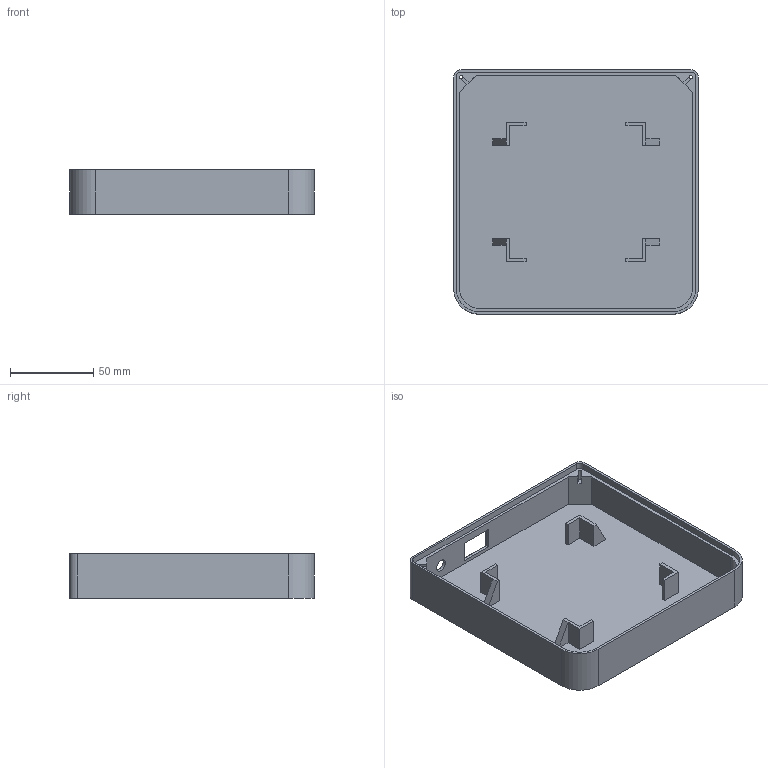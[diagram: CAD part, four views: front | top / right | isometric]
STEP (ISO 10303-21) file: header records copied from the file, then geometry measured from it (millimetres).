
FILE_DESCRIPTION (( 'STEP AP214' ), '1' );
FILE_NAME ('de.STEP', '2025-04-14T08:32:00', ( '' ), ( '' ), 'SwSTEP 2.0', 'SolidWorks 2022', '' );
FILE_SCHEMA (( 'AUTOMOTIVE_DESIGN' ));
Length unit declared in the file: millimetre
Products named in the file (1): de
Bounding box: 147 x 147 x 27 mm (x, y, z)
Volume: 111339.3 mm3; surface area: 74994.3 mm2
Topology: 1 solids, 1 shells, 88 faces, 236 edges, 156 vertices
Faces by surface type: plane 70, cylinder 18
Entity records: 2778 total; most frequent: CARTESIAN_POINT 481, ORIENTED_EDGE 472, DIRECTION 454, EDGE_CURVE 236, LINE 196, VECTOR 196, VERTEX_POINT 156, AXIS2_PLACEMENT_3D 129
